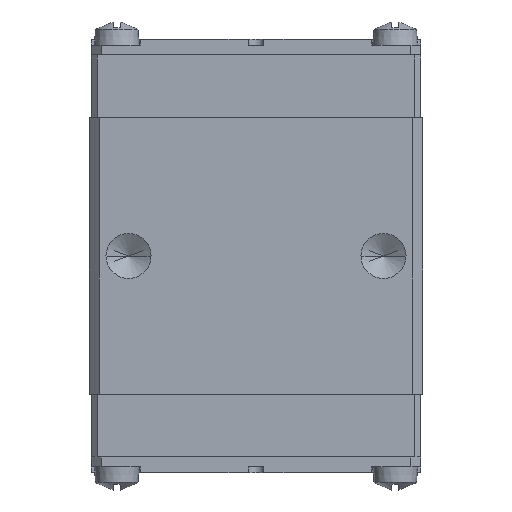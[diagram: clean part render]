
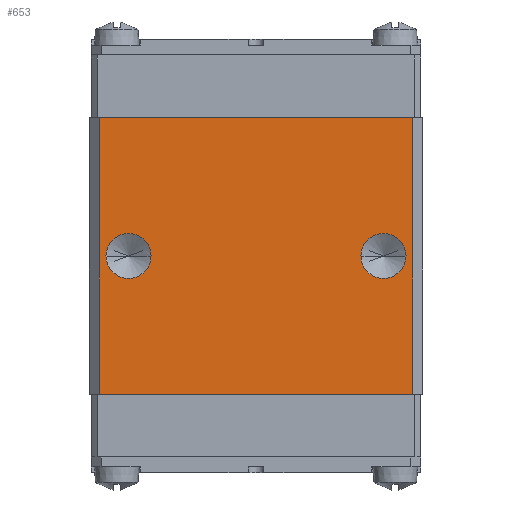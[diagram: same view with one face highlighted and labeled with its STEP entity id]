
A CAD part, top view. The second image highlights one B-rep face of the part: STEP entity #653.
In plain terms, the highlighted planar face has unit normal (0, 0, 1).
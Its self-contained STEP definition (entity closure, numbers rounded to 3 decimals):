
#653=ADVANCED_FACE('',(#1315,#1316,#1317),#1318,.T.);
#1315=FACE_BOUND('',#1989,.T.);
#1316=FACE_BOUND('',#1990,.T.);
#1317=FACE_OUTER_BOUND('',#1991,.T.);
#1318=PLANE('',#1992);
#1989=EDGE_LOOP('',(#3979,#3980));
#1990=EDGE_LOOP('',(#3981,#3982));
#1991=EDGE_LOOP('',(#3983,#3984,#3985,#3986));
#1992=AXIS2_PLACEMENT_3D('',#3987,#3988,#3989);
#3979=ORIENTED_EDGE('',*,*,#4872,.T.);
#3980=ORIENTED_EDGE('',*,*,#4119,.T.);
#3981=ORIENTED_EDGE('',*,*,#4876,.T.);
#3982=ORIENTED_EDGE('',*,*,#4111,.T.);
#3983=ORIENTED_EDGE('',*,*,#4860,.T.);
#3984=ORIENTED_EDGE('',*,*,#4883,.F.);
#3985=ORIENTED_EDGE('',*,*,#4527,.F.);
#3986=ORIENTED_EDGE('',*,*,#4881,.T.);
#3987=CARTESIAN_POINT('',(0.0,18.101,6.5));
#3988=DIRECTION('',(0.0,0.0,1.0));
#3989=DIRECTION('',(-1.0,0.0,-0.0));
#4111=EDGE_CURVE('',#4926,#4923,#4927,.T.);
#4119=EDGE_CURVE('',#4939,#4936,#4940,.T.);
#4527=EDGE_CURVE('',#5563,#5565,#5566,.T.);
#4860=EDGE_CURVE('',#6035,#6033,#6036,.T.);
#4872=EDGE_CURVE('',#4936,#4939,#6051,.T.);
#4876=EDGE_CURVE('',#4923,#4926,#6055,.T.);
#4881=EDGE_CURVE('',#5563,#6035,#6060,.T.);
#4883=EDGE_CURVE('',#5565,#6033,#6062,.T.);
#4923=VERTEX_POINT('',#6114);
#4926=VERTEX_POINT('',#6118);
#4927=CIRCLE('',#6119,1.15);
#4936=VERTEX_POINT('',#6131);
#4939=VERTEX_POINT('',#6135);
#4940=CIRCLE('',#6136,1.15);
#5563=VERTEX_POINT('',#7343);
#5565=VERTEX_POINT('',#7346);
#5566=LINE('',#7347,#7348);
#6033=VERTEX_POINT('',#8136);
#6035=VERTEX_POINT('',#8139);
#6036=LINE('',#8140,#8141);
#6051=CIRCLE('',#8162,1.15);
#6055=CIRCLE('',#8166,1.15);
#6060=LINE('',#8173,#8174);
#6062=LINE('',#8176,#8177);
#6114=CARTESIAN_POINT('',(-5.35,11.051,6.5));
#6118=CARTESIAN_POINT('',(-7.65,11.051,6.5));
#6119=AXIS2_PLACEMENT_3D('',#8239,#8240,#8241);
#6131=CARTESIAN_POINT('',(7.65,11.051,6.5));
#6135=CARTESIAN_POINT('',(5.35,11.051,6.5));
#6136=AXIS2_PLACEMENT_3D('',#8249,#8250,#8251);
#7343=CARTESIAN_POINT('',(-8.0,18.101,6.5));
#7346=CARTESIAN_POINT('',(8.0,18.101,6.5));
#7347=CARTESIAN_POINT('',(-8.0,18.101,6.5));
#7348=VECTOR('',#8642,1.0);
#8136=CARTESIAN_POINT('',(8.0,4.001,6.5));
#8139=CARTESIAN_POINT('',(-8.0,4.001,6.5));
#8140=CARTESIAN_POINT('',(-8.0,4.001,6.5));
#8141=VECTOR('',#8917,1.0);
#8162=AXIS2_PLACEMENT_3D('',#8927,#8928,#8929);
#8166=AXIS2_PLACEMENT_3D('',#8933,#8934,#8935);
#8173=CARTESIAN_POINT('',(-8.0,18.101,6.5));
#8174=VECTOR('',#8938,1.0);
#8176=CARTESIAN_POINT('',(8.0,18.101,6.5));
#8177=VECTOR('',#8939,1.0);
#8239=CARTESIAN_POINT('',(-6.5,11.051,6.5));
#8240=DIRECTION('',(0.0,0.0,-1.0));
#8241=DIRECTION('',(1.0,0.0,0.0));
#8249=CARTESIAN_POINT('',(6.5,11.051,6.5));
#8250=DIRECTION('',(0.0,0.0,-1.0));
#8251=DIRECTION('',(1.0,0.0,0.0));
#8642=DIRECTION('',(1.0,0.0,0.0));
#8917=DIRECTION('',(1.0,0.0,0.0));
#8927=CARTESIAN_POINT('',(6.5,11.051,6.5));
#8928=DIRECTION('',(0.0,0.0,-1.0));
#8929=DIRECTION('',(1.0,0.0,0.0));
#8933=CARTESIAN_POINT('',(-6.5,11.051,6.5));
#8934=DIRECTION('',(0.0,0.0,-1.0));
#8935=DIRECTION('',(1.0,0.0,0.0));
#8938=DIRECTION('',(0.0,-1.0,0.0));
#8939=DIRECTION('',(0.0,-1.0,0.0));
